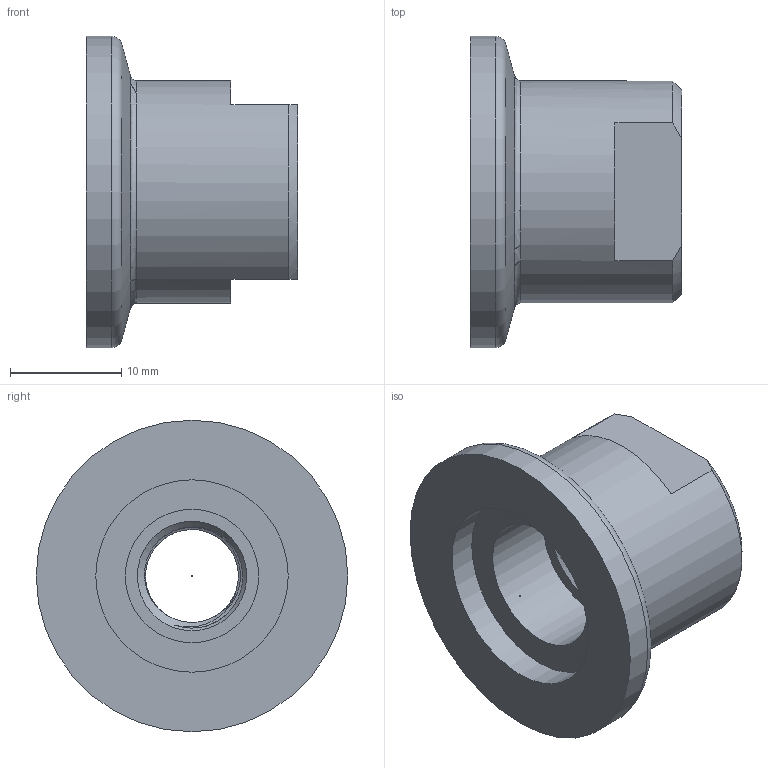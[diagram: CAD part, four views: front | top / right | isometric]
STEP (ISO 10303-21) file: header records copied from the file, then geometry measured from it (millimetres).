
FILE_DESCRIPTION (( 'STEP AP214' ), '1' );
FILE_NAME ('1KF16NF18FULLVAC.STEP', '2025-04-24T14:16:16', ( '' ), ( '' ), 'SwSTEP 2.0', 'SolidWorks 2017', '' );
FILE_SCHEMA (( 'AUTOMOTIVE_DESIGN' ));
Length unit declared in the file: millimetre
Products named in the file (1): 1KF16NF18FULLVAC
Bounding box: 19 x 28 x 28 mm (x, y, z)
Volume: 4808.7 mm3; surface area: 3065.4 mm2
Topology: 2 solids, 2 shells, 27 faces, 67 edges, 45 vertices
Faces by surface type: plane 9, cone 7, cylinder 5, bspline 4, torus 2
Full cylindrical faces by diameter (mm): 10.287 x1, 12 x1, 17.3 x1, 20 x1, 28.002 x1
Entity records: 6849 total; most frequent: CARTESIAN_POINT 6282, DIRECTION 98, ORIENTED_EDGE 96, EDGE_CURVE 48, AXIS2_PLACEMENT_3D 45, EDGE_LOOP 41, VERTEX_POINT 37, FACE_OUTER_BOUND 34
